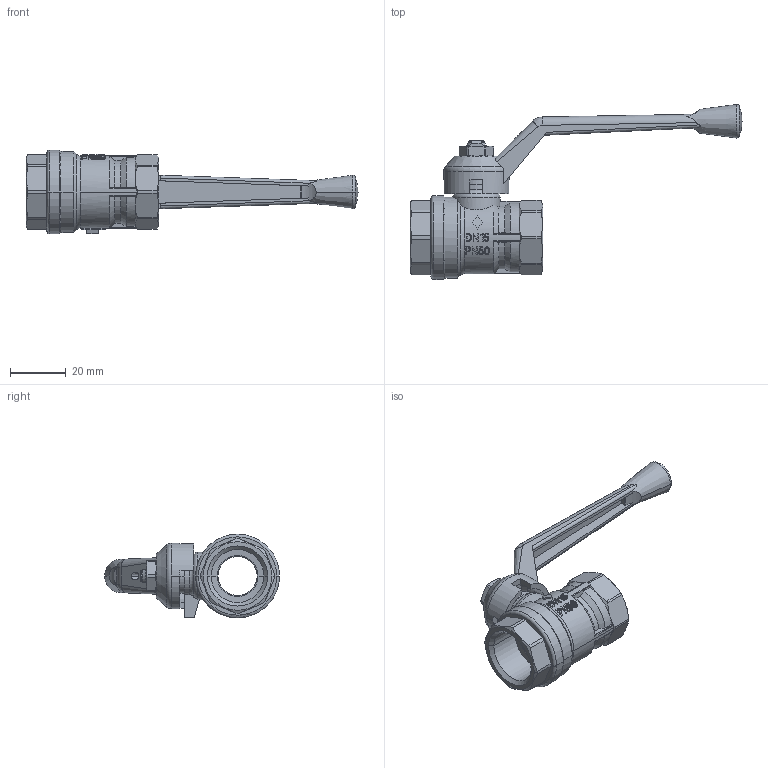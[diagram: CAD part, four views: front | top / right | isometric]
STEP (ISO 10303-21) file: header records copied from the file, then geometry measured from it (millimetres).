
FILE_DESCRIPTION(('Creo Elements/Direct Modeling STEP Export'),'2;1');
FILE_NAME('1500040000.stp','2021-04-30T13:49:37',(''),(''),'Creo Elements/Direct Modeling STEP processor for AP214 (Solid Model)','Creo Elements/Direct Modeling 20.1D 10-Oct-2020 (C) Parametric Technology GmbH','');
FILE_SCHEMA(('AUTOMOTIVE_DESIGN { 1 0 10303 214 1 1 1 1 }'));
Length unit declared in the file: millimetre
Products named in the file (2): 1500040000
Assembly tree (1 placements, depth 2):
  1500040000
    1500040000
Bounding box: 118.75 x 62.6 x 30 mm (x, y, z)
Volume: 24151.1 mm3; surface area: 13605 mm2
Topology: 1 solids, 1 shells, 581 faces, 1597 edges, 1039 vertices
Faces by surface type: plane 381, cylinder 93, cone 83, torus 20, sphere 2, bspline 2
Entity records: 20630 total; most frequent: CARTESIAN_POINT 5143, ORIENTED_EDGE 3186, DIRECTION 3023, EDGE_CURVE 1593, AXIS2_PLACEMENT_3D 1185, VERTEX_POINT 1039, VECTOR 653, LINE 653
